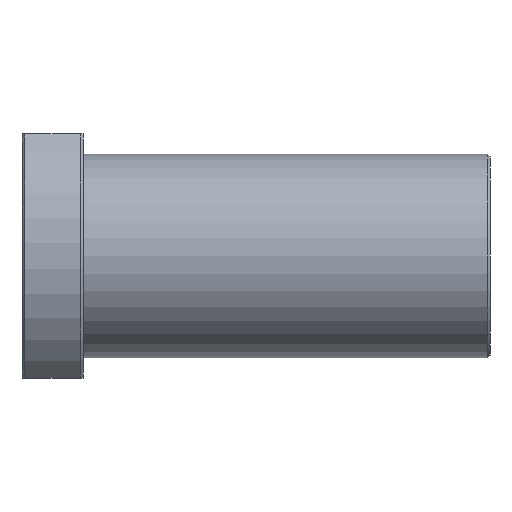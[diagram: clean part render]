
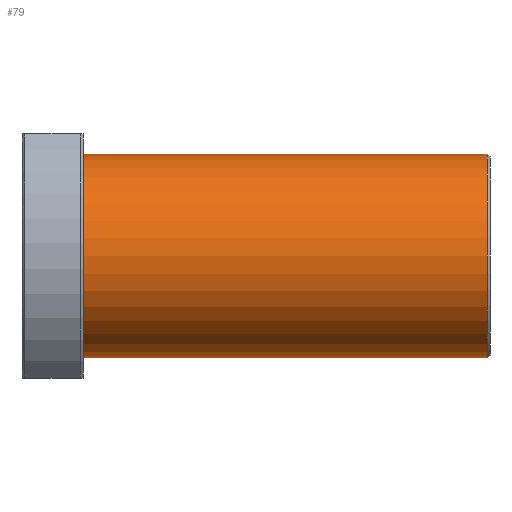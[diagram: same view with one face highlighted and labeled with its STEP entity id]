
A CAD part, front view. The second image highlights one B-rep face of the part: STEP entity #79.
In plain terms, the highlighted cylindrical face has radius 20 mm (diameter 40 mm), a partial arc.
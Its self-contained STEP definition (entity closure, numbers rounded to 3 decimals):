
#12 = DIRECTION ( 'NONE',  ( -1., 0., 0. ) ) ;
#15 = AXIS2_PLACEMENT_3D ( 'NONE', #946, #876, #41 ) ;
#16 = DIRECTION ( 'NONE',  ( 0., 0., 1. ) ) ;
#22 = ORIENTED_EDGE ( 'NONE', *, *, #619, .T. ) ;
#41 = DIRECTION ( 'NONE',  ( 0., 0., 1. ) ) ;
#79 = ADVANCED_FACE ( 'NONE', ( #753 ), #1129, .T. ) ;
#94 = AXIS2_PLACEMENT_3D ( 'NONE', #295, #12, #16 ) ;
#102 = ORIENTED_EDGE ( 'NONE', *, *, #485, .F. ) ;
#108 = CARTESIAN_POINT ( 'NONE',  ( -149.49, 0., 20. ) ) ;
#124 = LINE ( 'NONE', #108, #1090 ) ;
#140 = CIRCLE ( 'NONE', #15, 20. ) ;
#147 = DIRECTION ( 'NONE',  ( -1., 0., 0. ) ) ;
#189 = CIRCLE ( 'NONE', #1076, 20. ) ;
#230 = LINE ( 'NONE', #1137, #1005 ) ;
#275 = CARTESIAN_POINT ( 'NONE',  ( 15.559, 0., 20. ) ) ;
#290 = EDGE_LOOP ( 'NONE', ( #957, #22, #296, #102 ) ) ;
#295 = CARTESIAN_POINT ( 'NONE',  ( -149.49, 0., 0. ) ) ;
#296 = ORIENTED_EDGE ( 'NONE', *, *, #1055, .T. ) ;
#307 = DIRECTION ( 'NONE',  ( -1., 0., 0. ) ) ;
#342 = DIRECTION ( 'NONE',  ( 0., 0., 1. ) ) ;
#379 = VERTEX_POINT ( 'NONE', #275 ) ;
#388 = VERTEX_POINT ( 'NONE', #1193 ) ;
#470 = VERTEX_POINT ( 'NONE', #1037 ) ;
#485 = EDGE_CURVE ( 'NONE', #388, #573, #140, .T. ) ;
#573 = VERTEX_POINT ( 'NONE', #907 ) ;
#608 = DIRECTION ( 'NONE',  ( -1., 0., 0. ) ) ;
#619 = EDGE_CURVE ( 'NONE', #470, #379, #189, .T. ) ;
#753 = FACE_OUTER_BOUND ( 'NONE', #290, .T. ) ;
#876 = DIRECTION ( 'NONE',  ( -1., 0., 0. ) ) ;
#901 = EDGE_CURVE ( 'NONE', #470, #388, #230, .T. ) ;
#907 = CARTESIAN_POINT ( 'NONE',  ( -63.941, 0., 20. ) ) ;
#946 = CARTESIAN_POINT ( 'NONE',  ( -63.941, 0., 0. ) ) ;
#957 = ORIENTED_EDGE ( 'NONE', *, *, #901, .F. ) ;
#1005 = VECTOR ( 'NONE', #608, 1000. ) ;
#1037 = CARTESIAN_POINT ( 'NONE',  ( 15.559, 0., -20. ) ) ;
#1055 = EDGE_CURVE ( 'NONE', #379, #573, #124, .T. ) ;
#1076 = AXIS2_PLACEMENT_3D ( 'NONE', #1080, #147, #342 ) ;
#1080 = CARTESIAN_POINT ( 'NONE',  ( 15.559, 0., 0. ) ) ;
#1090 = VECTOR ( 'NONE', #307, 1000. ) ;
#1129 = CYLINDRICAL_SURFACE ( 'NONE', #94, 20. ) ;
#1137 = CARTESIAN_POINT ( 'NONE',  ( -149.49, 0., -20. ) ) ;
#1193 = CARTESIAN_POINT ( 'NONE',  ( -63.941, 0., -20. ) ) ;
